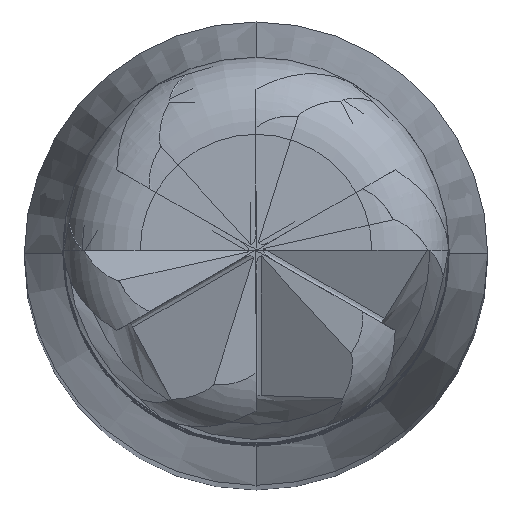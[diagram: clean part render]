
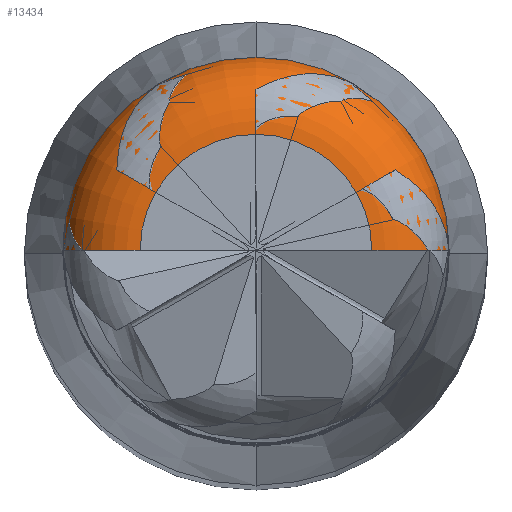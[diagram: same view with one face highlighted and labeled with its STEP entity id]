
A CAD part, top view. The second image highlights one B-rep face of the part: STEP entity #13434.
In plain terms, the highlighted toroidal (fillet/blend) face has major radius 1.5 mm and minor radius 1 mm.
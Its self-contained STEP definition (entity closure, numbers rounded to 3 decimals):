
#13349=CARTESIAN_POINT('',(0.,0.,62.));
#13350=DIRECTION('',(0.,0.,1.));
#13351=DIRECTION('',(1.,0.,0.));
#13352=AXIS2_PLACEMENT_3D('',#13349,#13350,#13351);
#13354=CARTESIAN_POINT('',(-1.5,0.,61.));
#13355=DIRECTION('',(0.,-1.,0.));
#13356=DIRECTION('',(0.,0.,1.));
#13357=AXIS2_PLACEMENT_3D('',#13354,#13355,#13356);
#13359=CARTESIAN_POINT('',(0.,0.,61.));
#13360=DIRECTION('',(0.,0.,-1.));
#13361=DIRECTION('',(-1.,0.,0.));
#13362=AXIS2_PLACEMENT_3D('',#13359,#13360,#13361);
#13364=CARTESIAN_POINT('',(1.5,0.,61.));
#13365=DIRECTION('',(0.,-1.,0.));
#13366=DIRECTION('',(1.,0.,0.));
#13367=AXIS2_PLACEMENT_3D('',#13364,#13365,#13366);
#13392=CARTESIAN_POINT('',(1.5,0.,62.));
#13393=CARTESIAN_POINT('',(-1.5,0.,62.));
#13394=VERTEX_POINT('',#13392);
#13395=VERTEX_POINT('',#13393);
#13396=CARTESIAN_POINT('',(-2.5,0.,61.));
#13398=VERTEX_POINT('',#13396);
#13400=CARTESIAN_POINT('',(2.5,0.,61.));
#13402=VERTEX_POINT('',#13400);
#13420=CARTESIAN_POINT('',(0.,0.,61.));
#13421=DIRECTION('',(0.,0.,1.));
#13422=DIRECTION('',(0.879,0.477,0.));
#13423=AXIS2_PLACEMENT_3D('',#13420,#13421,#13422);
#13424=TOROIDAL_SURFACE('',#13423,1.5,1.);
#13425=ORIENTED_EDGE('',*,*,#13415,.T.);
#13427=ORIENTED_EDGE('',*,*,#13426,.T.);
#13429=ORIENTED_EDGE('',*,*,#13428,.T.);
#13431=ORIENTED_EDGE('',*,*,#13430,.T.);
#13432=EDGE_LOOP('',(#13425,#13427,#13429,#13431));
#13433=FACE_OUTER_BOUND('',#13432,.F.);
#13353=CIRCLE('',#13352,1.5);
#13358=CIRCLE('',#13357,1.);
#13363=CIRCLE('',#13362,2.5);
#13368=CIRCLE('',#13367,1.);
#13415=EDGE_CURVE('',#13394,#13395,#13353,.T.);
#13426=EDGE_CURVE('',#13395,#13398,#13358,.T.);
#13428=EDGE_CURVE('',#13398,#13402,#13363,.T.);
#13430=EDGE_CURVE('',#13402,#13394,#13368,.T.);
#13434=ADVANCED_FACE('',(#13433),#13424,.T.);
